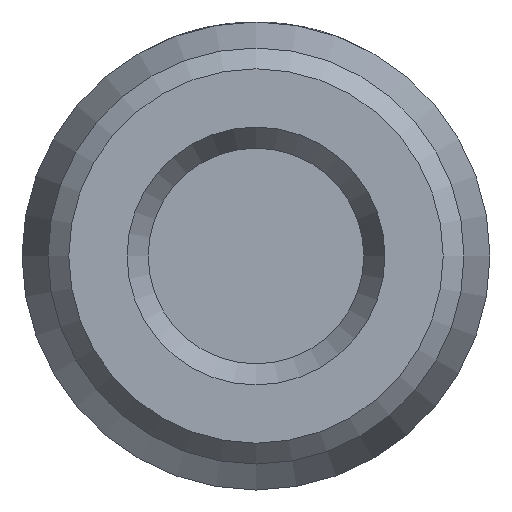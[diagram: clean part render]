
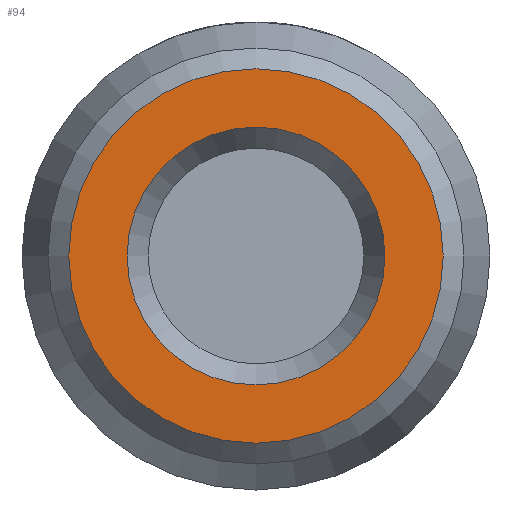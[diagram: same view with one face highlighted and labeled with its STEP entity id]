
A CAD part, front view. The second image highlights one B-rep face of the part: STEP entity #94.
In plain terms, the highlighted planar face has unit normal (0, -1, 0).
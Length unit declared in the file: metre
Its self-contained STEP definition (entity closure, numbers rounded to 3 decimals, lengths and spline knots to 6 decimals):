
#94 = ADVANCED_FACE( 'NONE', ( #238, #239 ), #240, .T. );
#238 = FACE_OUTER_BOUND( '', #477, .T. );
#239 = FACE_BOUND( '', #478, .T. );
#240 = PLANE( '', #479 );
#477 = EDGE_LOOP( '', ( #973 ) );
#478 = EDGE_LOOP( '', ( #974 ) );
#479 = AXIS2_PLACEMENT_3D( '', #975, #976, #977 );
#973 = ORIENTED_EDGE( '', *, *, #1379, .F. );
#974 = ORIENTED_EDGE( '', *, *, #1380, .T. );
#975 = CARTESIAN_POINT( '', ( -0.0036, -0.017, 0. ) );
#976 = DIRECTION( '', ( 0., -1., 0. ) );
#977 = DIRECTION( '', ( 0., 0., -1. ) );
#1379 = EDGE_CURVE( 'NONE', #1579, #1579, #1580, .T. );
#1380 = EDGE_CURVE( 'NONE', #1581, #1581, #1582, .T. );
#1579 = VERTEX_POINT( '', #1889 );
#1580 = CIRCLE( '', #1890, 0.0036 );
#1581 = VERTEX_POINT( '', #1891 );
#1582 = CIRCLE( '', #1892, 0.002479 );
#1889 = CARTESIAN_POINT( '', ( 0., -0.017, -0.0036 ) );
#1890 = AXIS2_PLACEMENT_3D( '', #2455, #2456, #2457 );
#1891 = CARTESIAN_POINT( '', ( 0., -0.017, -0.002479 ) );
#1892 = AXIS2_PLACEMENT_3D( '', #2458, #2459, #2460 );
#2455 = CARTESIAN_POINT( '', ( 0., -0.017, 0. ) );
#2456 = DIRECTION( '', ( 0., 1., 0. ) );
#2457 = DIRECTION( '', ( 0., 0., -1. ) );
#2458 = CARTESIAN_POINT( '', ( 0., -0.017, 0. ) );
#2459 = DIRECTION( '', ( 0., 1., 0. ) );
#2460 = DIRECTION( '', ( 0., 0., -1. ) );
